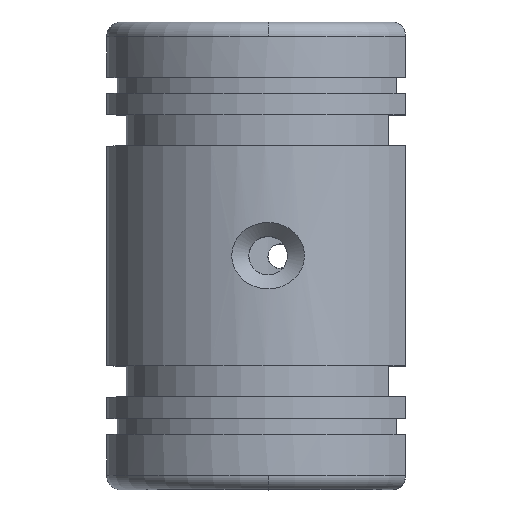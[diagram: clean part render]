
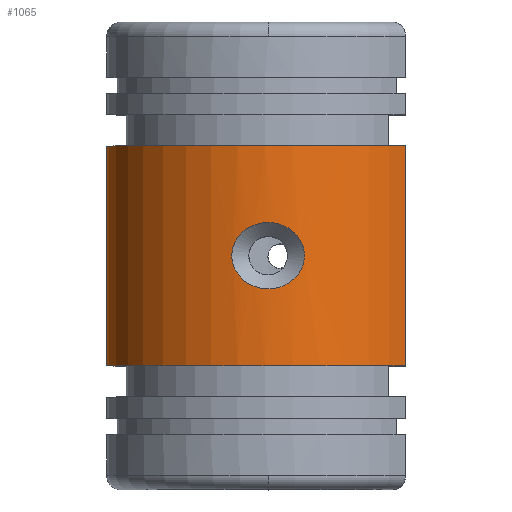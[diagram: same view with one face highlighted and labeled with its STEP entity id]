
A CAD part, top view. The second image highlights one B-rep face of the part: STEP entity #1065.
In plain terms, the highlighted cylindrical face has radius 19.968 mm (diameter 39.936 mm), a partial arc.
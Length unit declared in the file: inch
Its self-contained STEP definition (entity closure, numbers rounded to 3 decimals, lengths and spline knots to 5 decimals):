
#981=CARTESIAN_POINT('',(0.,0.1764,0.0));
#982=DIRECTION('',(0.,-1.0,0.0));
#983=DIRECTION('',(1.0,0.0,0.0));
#984=AXIS2_PLACEMENT_3D('',#981,#982,#983);
#985=CYLINDRICAL_SURFACE('',#984,0.78615);
#986=CARTESIAN_POINT('',(-0.78615,-0.35825,0.));
#987=VERTEX_POINT('',#986);
#988=CARTESIAN_POINT('',(-0.78615,0.71105,0.));
#989=VERTEX_POINT('',#988);
#990=CARTESIAN_POINT('',(-0.78615,-0.35825,0.));
#991=DIRECTION('',(0.0,1.0,0.0));
#992=VECTOR('',#991,1.0693);
#993=LINE('',#990,#992);
#994=EDGE_CURVE('',#987,#989,#993,.T.);
#995=ORIENTED_EDGE('',*,*,#994,.F.);
#996=CARTESIAN_POINT('',(0.66797,-0.35825,0.41454));
#997=VERTEX_POINT('',#996);
#998=CARTESIAN_POINT('',(0.,-0.35825,0.0));
#999=DIRECTION('',(0.0,-1.0,0.0));
#1000=DIRECTION('',(1.0,0.0,0.0));
#1001=AXIS2_PLACEMENT_3D('',#998,#999,#1000);
#1002=CIRCLE('',#1001,0.78615);
#1003=EDGE_CURVE('',#997,#987,#1002,.T.);
#1004=ORIENTED_EDGE('',*,*,#1003,.F.);
#1005=CARTESIAN_POINT('',(0.66797,0.71105,0.41454));
#1006=VERTEX_POINT('',#1005);
#1007=CARTESIAN_POINT('',(0.66797,-0.35825,0.41454));
#1008=DIRECTION('',(0.0,1.0,0.0));
#1009=VECTOR('',#1008,1.0693);
#1010=LINE('',#1007,#1009);
#1011=EDGE_CURVE('',#997,#1006,#1010,.T.);
#1012=ORIENTED_EDGE('',*,*,#1011,.T.);
#1013=CARTESIAN_POINT('',(0.,0.71105,0.0));
#1014=DIRECTION('',(0.0,-1.0,0.0));
#1015=DIRECTION('',(1.0,0.0,0.0));
#1016=AXIS2_PLACEMENT_3D('',#1013,#1014,#1015);
#1017=CIRCLE('',#1016,0.78615);
#1018=EDGE_CURVE('',#1006,#989,#1017,.T.);
#1019=ORIENTED_EDGE('',*,*,#1018,.T.);
#1020=EDGE_LOOP('',(#995,#1004,#1012,#1019));
#1021=FACE_OUTER_BOUND('',#1020,.T.);
#1022=CARTESIAN_POINT('',(-0.17658,0.1764,0.76606));
#1023=VERTEX_POINT('',#1022);
#1024=CARTESIAN_POINT('',(-0.17658,0.1764,0.76606));
#1025=CARTESIAN_POINT('',(-0.17658,0.19076,0.76606));
#1026=CARTESIAN_POINT('',(-0.17517,0.20523,0.76642));
#1027=CARTESIAN_POINT('',(-0.16178,0.24423,0.76935));
#1028=CARTESIAN_POINT('',(-0.14961,0.26549,0.77199));
#1029=CARTESIAN_POINT('',(-0.11444,0.30167,0.77798));
#1030=CARTESIAN_POINT('',(-0.09176,0.31613,0.78111));
#1031=CARTESIAN_POINT('',(-0.04631,0.33377,0.78512));
#1032=CARTESIAN_POINT('',(-0.02313,0.33779,0.78615));
#1033=CARTESIAN_POINT('',(0.02313,0.33779,0.78615));
#1034=CARTESIAN_POINT('',(0.04628,0.33357,0.78508));
#1035=CARTESIAN_POINT('',(0.08895,0.31741,0.78139));
#1036=CARTESIAN_POINT('',(0.10844,0.3055,0.77881));
#1037=CARTESIAN_POINT('',(0.14103,0.27577,0.77357));
#1038=CARTESIAN_POINT('',(0.15413,0.25796,0.77095));
#1039=CARTESIAN_POINT('',(0.17194,0.21884,0.76717));
#1040=CARTESIAN_POINT('',(0.17658,0.19761,0.76606));
#1041=CARTESIAN_POINT('',(0.17658,0.1552,0.76606));
#1042=CARTESIAN_POINT('',(0.17194,0.13397,0.76717));
#1043=CARTESIAN_POINT('',(0.15413,0.09485,0.77095));
#1044=CARTESIAN_POINT('',(0.14103,0.07704,0.77357));
#1045=CARTESIAN_POINT('',(0.10844,0.04731,0.77881));
#1046=CARTESIAN_POINT('',(0.08895,0.0354,0.78139));
#1047=CARTESIAN_POINT('',(0.04628,0.01923,0.78508));
#1048=CARTESIAN_POINT('',(0.02313,0.01502,0.78615));
#1049=CARTESIAN_POINT('',(-0.02313,0.01502,0.78615));
#1050=CARTESIAN_POINT('',(-0.04631,0.01904,0.78512));
#1051=CARTESIAN_POINT('',(-0.08607,0.03448,0.78161));
#1052=CARTESIAN_POINT('',(-0.10309,0.04411,0.77951));
#1053=CARTESIAN_POINT('',(-0.12912,0.06546,0.77556));
#1054=CARTESIAN_POINT('',(-0.13896,0.07596,0.77381));
#1055=CARTESIAN_POINT('',(-0.15898,0.10343,0.77));
#1056=CARTESIAN_POINT('',(-0.16694,0.12139,0.76823));
#1057=CARTESIAN_POINT('',(-0.17554,0.15262,0.76631));
#1058=CARTESIAN_POINT('',(-0.17658,0.16429,0.76606));
#1059=CARTESIAN_POINT('',(-0.17658,0.1764,0.76606));
#1060=B_SPLINE_CURVE_WITH_KNOTS('',3,(#1024,#1025,#1026,#1027,#1028,#1029,#1030,#1031,#1032,#1033,#1034,#1035,#1036,#1037,#1038,#1039,#1040,#1041,#1042,#1043,#1044,#1045,#1046,#1047,#1048,#1049,#1050,#1051,#1052,#1053,#1054,#1055,#1056,#1057,#1058,#1059),.UNSPECIFIED.,.T.,.U.,(4,2,2,2,2,2,2,2,2,2,2,2,2,2,2,2,2,4),(0.0,0.1596,0.31921,0.47881,0.63842,0.79802,0.95763,1.11723,1.27683,1.43644,1.59604,1.75565,1.91525,2.07485,2.19456,2.28434,2.419,2.55367),.UNSPECIFIED.);
#1061=EDGE_CURVE('',#1023,#1023,#1060,.F.);
#1062=ORIENTED_EDGE('',*,*,#1061,.F.);
#1063=EDGE_LOOP('',(#1062));
#1064=FACE_BOUND('',#1063,.T.);
#1065=ADVANCED_FACE('',(#1021,#1064),#985,.T.);
